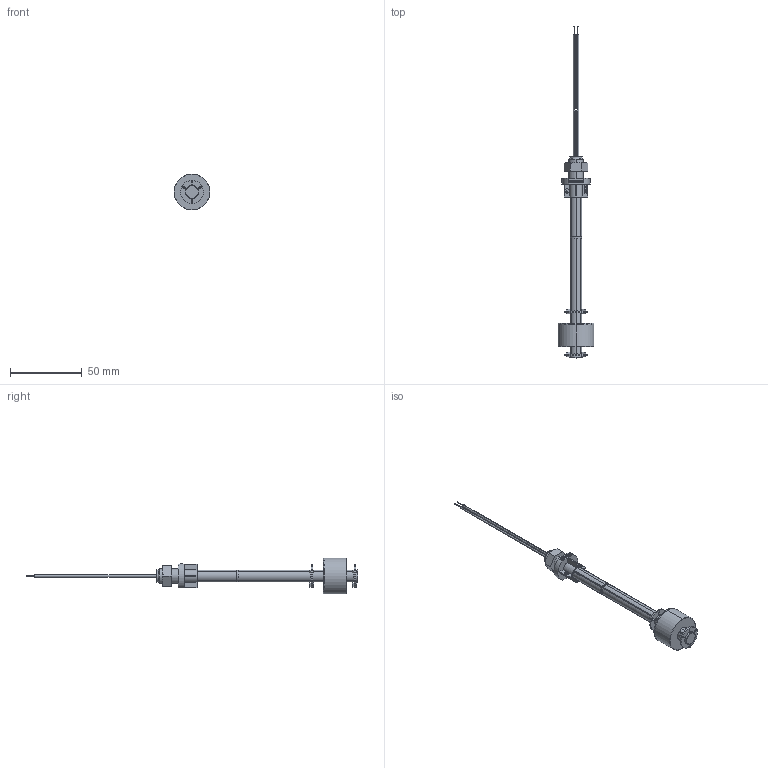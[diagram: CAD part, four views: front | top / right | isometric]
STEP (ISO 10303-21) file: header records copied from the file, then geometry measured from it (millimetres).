
FILE_DESCRIPTION (( 'STEP AP214' ), '1' );
FILE_NAME ('P006AC-100.STEP', '2020-02-03T12:06:31', ( '' ), ( '' ), 'SwSTEP 2.0', 'SolidWorks 2019', '' );
FILE_SCHEMA (( 'AUTOMOTIVE_DESIGN' ));
Length unit declared in the file: millimetre
Products named in the file (1): P006AC-100
Bounding box: 25 x 231 x 25 mm (x, y, z)
Surface area: 9218.4 mm2 (no closed solid volume)
Topology: 0 solids, 18 shells, 264 faces, 1248 edges, 966 vertices
Faces by surface type: plane 154, cylinder 59, torus 34, cone 10, bspline 7
Entity records: 16838 total; most frequent: CARTESIAN_POINT 4382, DIRECTION 1856, ORIENTED_EDGE 1710, EDGE_CURVE 1248, VERTEX_POINT 966, VECTOR 892, LINE 892, AXIS2_PLACEMENT_3D 482
